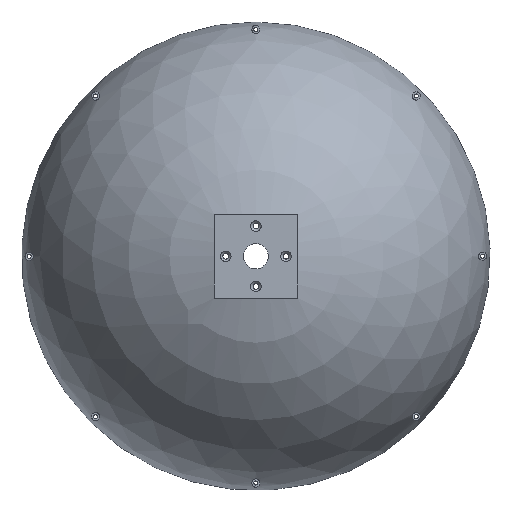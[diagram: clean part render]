
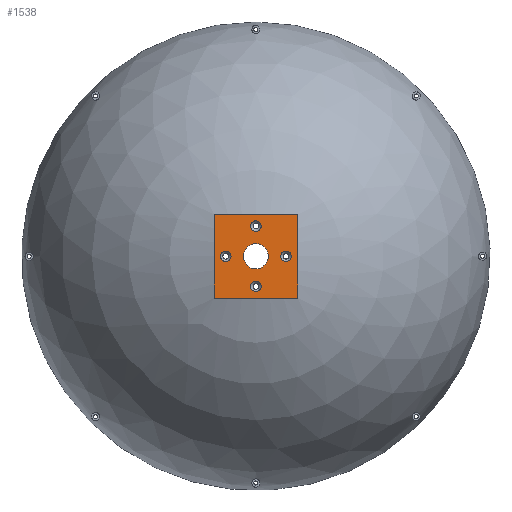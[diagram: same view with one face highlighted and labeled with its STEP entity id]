
A CAD part, front view. The second image highlights one B-rep face of the part: STEP entity #1538.
In plain terms, the highlighted planar face has unit normal (0, -1, 0).
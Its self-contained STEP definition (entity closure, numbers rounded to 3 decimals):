
#27=LINE('',#3863,#51);
#29=LINE('',#3867,#53);
#30=LINE('',#3869,#54);
#31=LINE('',#3870,#55);
#51=VECTOR('',#2179,10.);
#53=VECTOR('',#2183,10.);
#54=VECTOR('',#2184,10.);
#55=VECTOR('',#2185,10.);
#79=PLANE('',#1763);
#275=FACE_BOUND('',#510,.T.);
#276=FACE_BOUND('',#511,.T.);
#277=FACE_BOUND('',#512,.T.);
#278=FACE_BOUND('',#513,.T.);
#279=FACE_BOUND('',#514,.T.);
#361=FACE_OUTER_BOUND('',#509,.T.);
#509=EDGE_LOOP('',(#1395,#1396,#1397,#1398));
#510=EDGE_LOOP('',(#1399));
#511=EDGE_LOOP('',(#1400));
#512=EDGE_LOOP('',(#1401));
#513=EDGE_LOOP('',(#1402));
#514=EDGE_LOOP('',(#1403));
#537=CIRCLE('',#1575,3.15);
#540=CIRCLE('',#1580,3.15);
#543=CIRCLE('',#1585,3.15);
#546=CIRCLE('',#1590,3.15);
#639=CIRCLE('',#1739,7.5);
#660=VERTEX_POINT('',#2241);
#663=VERTEX_POINT('',#2249);
#666=VERTEX_POINT('',#2257);
#669=VERTEX_POINT('',#2265);
#790=VERTEX_POINT('',#3809);
#806=VERTEX_POINT('',#3860);
#807=VERTEX_POINT('',#3862);
#808=VERTEX_POINT('',#3866);
#809=VERTEX_POINT('',#3868);
#815=EDGE_CURVE('',#660,#660,#537,.T.);
#818=EDGE_CURVE('',#663,#663,#540,.T.);
#821=EDGE_CURVE('',#666,#666,#543,.T.);
#824=EDGE_CURVE('',#669,#669,#546,.T.);
#985=EDGE_CURVE('',#790,#790,#639,.T.);
#1010=EDGE_CURVE('',#807,#806,#27,.T.);
#1012=EDGE_CURVE('',#808,#806,#29,.T.);
#1013=EDGE_CURVE('',#809,#808,#30,.T.);
#1014=EDGE_CURVE('',#809,#807,#31,.T.);
#1395=ORIENTED_EDGE('',*,*,#1012,.F.);
#1396=ORIENTED_EDGE('',*,*,#1013,.F.);
#1397=ORIENTED_EDGE('',*,*,#1014,.T.);
#1398=ORIENTED_EDGE('',*,*,#1010,.T.);
#1399=ORIENTED_EDGE('',*,*,#815,.T.);
#1400=ORIENTED_EDGE('',*,*,#818,.T.);
#1401=ORIENTED_EDGE('',*,*,#821,.T.);
#1402=ORIENTED_EDGE('',*,*,#824,.T.);
#1403=ORIENTED_EDGE('',*,*,#985,.F.);
#1538=ADVANCED_FACE('',(#361,#275,#276,#277,#278,#279),#79,.T.);
#1575=AXIS2_PLACEMENT_3D('',#2242,#1791,#1792);
#1580=AXIS2_PLACEMENT_3D('',#2250,#1801,#1802);
#1585=AXIS2_PLACEMENT_3D('',#2258,#1811,#1812);
#1590=AXIS2_PLACEMENT_3D('',#2266,#1821,#1822);
#1739=AXIS2_PLACEMENT_3D('',#3810,#2119,#2120);
#1763=AXIS2_PLACEMENT_3D('',#3865,#2181,#2182);
#1791=DIRECTION('center_axis',(0.,1.,0.));
#1792=DIRECTION('ref_axis',(1.,0.,0.));
#1801=DIRECTION('center_axis',(0.,1.,0.));
#1802=DIRECTION('ref_axis',(1.,0.,0.));
#1811=DIRECTION('center_axis',(0.,1.,0.));
#1812=DIRECTION('ref_axis',(1.,0.,0.));
#1821=DIRECTION('center_axis',(0.,1.,0.));
#1822=DIRECTION('ref_axis',(1.,0.,0.));
#2119=DIRECTION('center_axis',(0.,-1.,0.));
#2120=DIRECTION('ref_axis',(1.,0.,0.));
#2179=DIRECTION('',(0.,0.,1.));
#2181=DIRECTION('center_axis',(0.,-1.,0.));
#2182=DIRECTION('ref_axis',(0.,0.,1.));
#2183=DIRECTION('',(1.,0.,0.));
#2184=DIRECTION('',(0.,0.,1.));
#2185=DIRECTION('',(1.,0.,0.));
#2241=CARTESIAN_POINT('',(3.15,-140.,-18.));
#2242=CARTESIAN_POINT('Origin',(0.,-140.,-18.));
#2249=CARTESIAN_POINT('',(3.15,-140.,18.));
#2250=CARTESIAN_POINT('Origin',(0.,-140.,18.));
#2257=CARTESIAN_POINT('',(-14.85,-140.,0.));
#2258=CARTESIAN_POINT('Origin',(-18.,-140.,0.));
#2265=CARTESIAN_POINT('',(21.15,-140.,0.));
#2266=CARTESIAN_POINT('Origin',(18.,-140.,0.));
#3809=CARTESIAN_POINT('',(-7.5,-140.,0.));
#3810=CARTESIAN_POINT('Origin',(0.,-140.,0.));
#3860=CARTESIAN_POINT('',(25.,-140.,25.));
#3862=CARTESIAN_POINT('',(25.,-140.,-25.));
#3863=CARTESIAN_POINT('',(25.,-140.,25.));
#3865=CARTESIAN_POINT('Origin',(0.,-140.,-25.));
#3866=CARTESIAN_POINT('',(-25.,-140.,25.));
#3867=CARTESIAN_POINT('',(0.,-140.,25.));
#3868=CARTESIAN_POINT('',(-25.,-140.,-25.));
#3869=CARTESIAN_POINT('',(-25.,-140.,25.));
#3870=CARTESIAN_POINT('',(0.,-140.,-25.));
